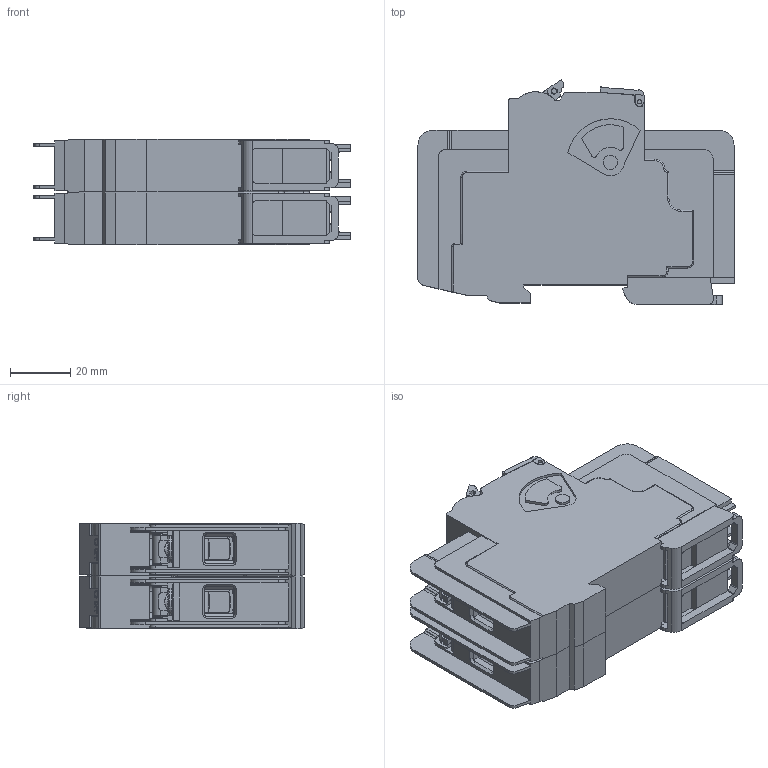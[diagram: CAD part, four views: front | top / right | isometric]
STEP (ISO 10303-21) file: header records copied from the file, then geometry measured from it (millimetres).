
FILE_DESCRIPTION(/* description */ (''),/* implementation_level */ '2;1');
FILE_NAME(/* name */ 'UL489_2polig.stp',/* time_stamp */ '2012-03-30T10:33:43+02:00',/* author */ (''),/* organization */ (''),/* preprocessor_version */ 'ST-DEVELOPER v11',/* originating_system */ 'SIEMENS PLM Software NX 7.5',/* authorisation */ '');
FILE_SCHEMA (('AUTOMOTIVE_DESIGN { 1 0 10303 214 1 1 1 1 }'));
Products named in the file (1): Sass12F9oovr
Bounding box: 105.3 x 74.89 x 35.1 mm (x, y, z)
Volume: 8.3 mm3; surface area: 46471.6 mm2
Topology: 8 solids, 9 shells, 2253 faces, 5969 edges, 3764 vertices
Faces by surface type: plane 1443, cylinder 484, cone 144, revolution 72, torus 58, bspline 32, sphere 12, extrusion 8
Full cylindrical faces by diameter (mm): 1.4 x2, 1.5 x8, 4.2 x4, 4.8 x2, 5.4 x4, 7.3 x6, 9 x2, 9.6 x4
Entity records: 72042 total; most frequent: CARTESIAN_POINT 16603, ORIENTED_EDGE 11654, DIRECTION 11260, EDGE_CURVE 5827, VECTOR 4002, LINE 3994, VERTEX_POINT 3712, AXIS2_PLACEMENT_3D 3593
